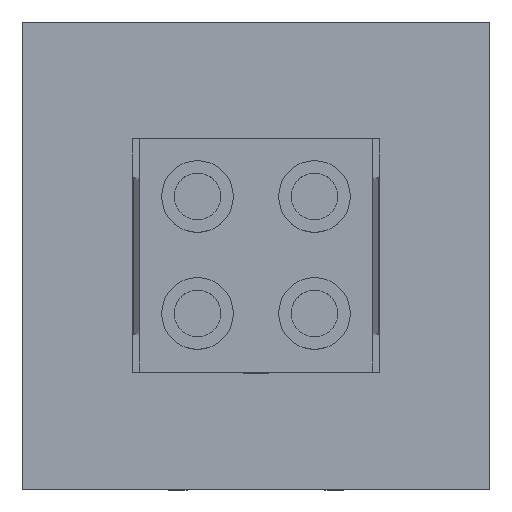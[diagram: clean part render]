
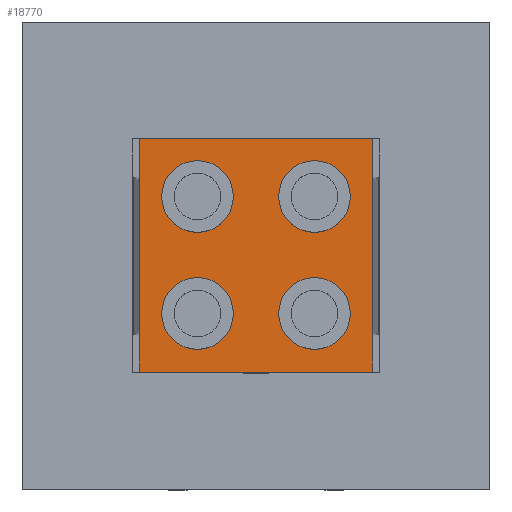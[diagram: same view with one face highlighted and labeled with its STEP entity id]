
A CAD part, top view. The second image highlights one B-rep face of the part: STEP entity #18770.
In plain terms, the highlighted planar face has unit normal (0, 0, 1).
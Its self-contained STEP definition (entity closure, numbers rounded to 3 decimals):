
#17228 = PLANE('',#17229);
#17229 = AXIS2_PLACEMENT_3D('',#17230,#17231,#17232);
#17230 = CARTESIAN_POINT('',(-8.,-8.,36.8));
#17231 = DIRECTION('',(0.,1.,0.));
#17232 = DIRECTION('',(0.,0.,1.));
#17918 = PLANE('',#17919);
#17919 = AXIS2_PLACEMENT_3D('',#17920,#17921,#17922);
#17920 = CARTESIAN_POINT('',(8.,-8.,36.8));
#17921 = DIRECTION('',(1.,0.,0.));
#17922 = DIRECTION('',(0.,0.,1.));
#18095 = PLANE('',#18096);
#18096 = AXIS2_PLACEMENT_3D('',#18097,#18098,#18099);
#18097 = CARTESIAN_POINT('',(-8.,8.,36.8));
#18098 = DIRECTION('',(0.,1.,0.));
#18099 = DIRECTION('',(0.,0.,1.));
#18325 = PLANE('',#18326);
#18326 = AXIS2_PLACEMENT_3D('',#18327,#18328,#18329);
#18327 = CARTESIAN_POINT('',(-8.,-8.,36.8));
#18328 = DIRECTION('',(1.,0.,0.));
#18329 = DIRECTION('',(0.,0.,1.));
#18467 = VERTEX_POINT('',#18468);
#18468 = CARTESIAN_POINT('',(-8.,-8.,38.4));
#18489 = EDGE_CURVE('',#18467,#18490,#18492,.T.);
#18490 = VERTEX_POINT('',#18491);
#18491 = CARTESIAN_POINT('',(8.,-8.,38.4));
#18492 = SURFACE_CURVE('',#18493,(#18497,#18504),.PCURVE_S1.);
#18493 = LINE('',#18494,#18495);
#18494 = CARTESIAN_POINT('',(-8.,-8.,38.4));
#18495 = VECTOR('',#18496,1.);
#18496 = DIRECTION('',(1.,0.,0.));
#18497 = PCURVE('',#17228,#18498);
#18498 = DEFINITIONAL_REPRESENTATION('',(#18499),#18503);
#18499 = LINE('',#18500,#18501);
#18500 = CARTESIAN_POINT('',(1.6,0.));
#18501 = VECTOR('',#18502,1.);
#18502 = DIRECTION('',(0.,1.));
#18503 = ( GEOMETRIC_REPRESENTATION_CONTEXT(2) 
PARAMETRIC_REPRESENTATION_CONTEXT() REPRESENTATION_CONTEXT('2D SPACE',''
  ) );
#18504 = PCURVE('',#18505,#18510);
#18505 = PLANE('',#18506);
#18506 = AXIS2_PLACEMENT_3D('',#18507,#18508,#18509);
#18507 = CARTESIAN_POINT('',(-8.,-8.,38.4));
#18508 = DIRECTION('',(0.,0.,1.));
#18509 = DIRECTION('',(1.,0.,0.));
#18510 = DEFINITIONAL_REPRESENTATION('',(#18511),#18515);
#18511 = LINE('',#18512,#18513);
#18512 = CARTESIAN_POINT('',(0.,0.));
#18513 = VECTOR('',#18514,1.);
#18514 = DIRECTION('',(1.,0.));
#18515 = ( GEOMETRIC_REPRESENTATION_CONTEXT(2) 
PARAMETRIC_REPRESENTATION_CONTEXT() REPRESENTATION_CONTEXT('2D SPACE',''
  ) );
#18617 = VERTEX_POINT('',#18618);
#18618 = CARTESIAN_POINT('',(8.,8.,38.4));
#18639 = EDGE_CURVE('',#18490,#18617,#18640,.T.);
#18640 = SURFACE_CURVE('',#18641,(#18645,#18652),.PCURVE_S1.);
#18641 = LINE('',#18642,#18643);
#18642 = CARTESIAN_POINT('',(8.,-8.,38.4));
#18643 = VECTOR('',#18644,1.);
#18644 = DIRECTION('',(0.,1.,0.));
#18645 = PCURVE('',#17918,#18646);
#18646 = DEFINITIONAL_REPRESENTATION('',(#18647),#18651);
#18647 = LINE('',#18648,#18649);
#18648 = CARTESIAN_POINT('',(1.6,0.));
#18649 = VECTOR('',#18650,1.);
#18650 = DIRECTION('',(0.,-1.));
#18651 = ( GEOMETRIC_REPRESENTATION_CONTEXT(2) 
PARAMETRIC_REPRESENTATION_CONTEXT() REPRESENTATION_CONTEXT('2D SPACE',''
  ) );
#18652 = PCURVE('',#18505,#18653);
#18653 = DEFINITIONAL_REPRESENTATION('',(#18654),#18658);
#18654 = LINE('',#18655,#18656);
#18655 = CARTESIAN_POINT('',(16.,0.));
#18656 = VECTOR('',#18657,1.);
#18657 = DIRECTION('',(0.,1.));
#18658 = ( GEOMETRIC_REPRESENTATION_CONTEXT(2) 
PARAMETRIC_REPRESENTATION_CONTEXT() REPRESENTATION_CONTEXT('2D SPACE',''
  ) );
#18671 = VERTEX_POINT('',#18672);
#18672 = CARTESIAN_POINT('',(-8.,8.,38.4));
#18693 = EDGE_CURVE('',#18671,#18617,#18694,.T.);
#18694 = SURFACE_CURVE('',#18695,(#18699,#18706),.PCURVE_S1.);
#18695 = LINE('',#18696,#18697);
#18696 = CARTESIAN_POINT('',(-8.,8.,38.4));
#18697 = VECTOR('',#18698,1.);
#18698 = DIRECTION('',(1.,0.,0.));
#18699 = PCURVE('',#18095,#18700);
#18700 = DEFINITIONAL_REPRESENTATION('',(#18701),#18705);
#18701 = LINE('',#18702,#18703);
#18702 = CARTESIAN_POINT('',(1.6,0.));
#18703 = VECTOR('',#18704,1.);
#18704 = DIRECTION('',(0.,1.));
#18705 = ( GEOMETRIC_REPRESENTATION_CONTEXT(2) 
PARAMETRIC_REPRESENTATION_CONTEXT() REPRESENTATION_CONTEXT('2D SPACE',''
  ) );
#18706 = PCURVE('',#18505,#18707);
#18707 = DEFINITIONAL_REPRESENTATION('',(#18708),#18712);
#18708 = LINE('',#18709,#18710);
#18709 = CARTESIAN_POINT('',(0.,16.));
#18710 = VECTOR('',#18711,1.);
#18711 = DIRECTION('',(1.,0.));
#18712 = ( GEOMETRIC_REPRESENTATION_CONTEXT(2) 
PARAMETRIC_REPRESENTATION_CONTEXT() REPRESENTATION_CONTEXT('2D SPACE',''
  ) );
#18750 = EDGE_CURVE('',#18467,#18671,#18751,.T.);
#18751 = SURFACE_CURVE('',#18752,(#18756,#18763),.PCURVE_S1.);
#18752 = LINE('',#18753,#18754);
#18753 = CARTESIAN_POINT('',(-8.,-8.,38.4));
#18754 = VECTOR('',#18755,1.);
#18755 = DIRECTION('',(0.,1.,0.));
#18756 = PCURVE('',#18325,#18757);
#18757 = DEFINITIONAL_REPRESENTATION('',(#18758),#18762);
#18758 = LINE('',#18759,#18760);
#18759 = CARTESIAN_POINT('',(1.6,0.));
#18760 = VECTOR('',#18761,1.);
#18761 = DIRECTION('',(0.,-1.));
#18762 = ( GEOMETRIC_REPRESENTATION_CONTEXT(2) 
PARAMETRIC_REPRESENTATION_CONTEXT() REPRESENTATION_CONTEXT('2D SPACE',''
  ) );
#18763 = PCURVE('',#18505,#18764);
#18764 = DEFINITIONAL_REPRESENTATION('',(#18765),#18769);
#18765 = LINE('',#18766,#18767);
#18766 = CARTESIAN_POINT('',(0.,0.));
#18767 = VECTOR('',#18768,1.);
#18768 = DIRECTION('',(0.,1.));
#18769 = ( GEOMETRIC_REPRESENTATION_CONTEXT(2) 
PARAMETRIC_REPRESENTATION_CONTEXT() REPRESENTATION_CONTEXT('2D SPACE',''
  ) );
#18770 = ADVANCED_FACE('',(#18771,#18777,#18808,#18839,#18870),#18505,
  .T.);
#18771 = FACE_BOUND('',#18772,.T.);
#18772 = EDGE_LOOP('',(#18773,#18774,#18775,#18776));
#18773 = ORIENTED_EDGE('',*,*,#18750,.F.);
#18774 = ORIENTED_EDGE('',*,*,#18489,.T.);
#18775 = ORIENTED_EDGE('',*,*,#18639,.T.);
#18776 = ORIENTED_EDGE('',*,*,#18693,.F.);
#18777 = FACE_BOUND('',#18778,.T.);
#18778 = EDGE_LOOP('',(#18779));
#18779 = ORIENTED_EDGE('',*,*,#18780,.F.);
#18780 = EDGE_CURVE('',#18781,#18781,#18783,.T.);
#18781 = VERTEX_POINT('',#18782);
#18782 = CARTESIAN_POINT('',(-1.55,-4.,38.4));
#18783 = SURFACE_CURVE('',#18784,(#18789,#18796),.PCURVE_S1.);
#18784 = CIRCLE('',#18785,2.45);
#18785 = AXIS2_PLACEMENT_3D('',#18786,#18787,#18788);
#18786 = CARTESIAN_POINT('',(-4.,-4.,38.4));
#18787 = DIRECTION('',(0.,0.,1.));
#18788 = DIRECTION('',(1.,0.,0.));
#18789 = PCURVE('',#18505,#18790);
#18790 = DEFINITIONAL_REPRESENTATION('',(#18791),#18795);
#18791 = CIRCLE('',#18792,2.45);
#18792 = AXIS2_PLACEMENT_2D('',#18793,#18794);
#18793 = CARTESIAN_POINT('',(4.,4.));
#18794 = DIRECTION('',(1.,0.));
#18795 = ( GEOMETRIC_REPRESENTATION_CONTEXT(2) 
PARAMETRIC_REPRESENTATION_CONTEXT() REPRESENTATION_CONTEXT('2D SPACE',''
  ) );
#18796 = PCURVE('',#18797,#18802);
#18797 = CYLINDRICAL_SURFACE('',#18798,2.45);
#18798 = AXIS2_PLACEMENT_3D('',#18799,#18800,#18801);
#18799 = CARTESIAN_POINT('',(-4.,-4.,38.4));
#18800 = DIRECTION('',(0.,0.,1.));
#18801 = DIRECTION('',(1.,0.,0.));
#18802 = DEFINITIONAL_REPRESENTATION('',(#18803),#18807);
#18803 = LINE('',#18804,#18805);
#18804 = CARTESIAN_POINT('',(0.,0.));
#18805 = VECTOR('',#18806,1.);
#18806 = DIRECTION('',(1.,0.));
#18807 = ( GEOMETRIC_REPRESENTATION_CONTEXT(2) 
PARAMETRIC_REPRESENTATION_CONTEXT() REPRESENTATION_CONTEXT('2D SPACE',''
  ) );
#18808 = FACE_BOUND('',#18809,.T.);
#18809 = EDGE_LOOP('',(#18810));
#18810 = ORIENTED_EDGE('',*,*,#18811,.F.);
#18811 = EDGE_CURVE('',#18812,#18812,#18814,.T.);
#18812 = VERTEX_POINT('',#18813);
#18813 = CARTESIAN_POINT('',(6.45,-4.,38.4));
#18814 = SURFACE_CURVE('',#18815,(#18820,#18827),.PCURVE_S1.);
#18815 = CIRCLE('',#18816,2.45);
#18816 = AXIS2_PLACEMENT_3D('',#18817,#18818,#18819);
#18817 = CARTESIAN_POINT('',(4.,-4.,38.4));
#18818 = DIRECTION('',(0.,0.,1.));
#18819 = DIRECTION('',(1.,0.,0.));
#18820 = PCURVE('',#18505,#18821);
#18821 = DEFINITIONAL_REPRESENTATION('',(#18822),#18826);
#18822 = CIRCLE('',#18823,2.45);
#18823 = AXIS2_PLACEMENT_2D('',#18824,#18825);
#18824 = CARTESIAN_POINT('',(12.,4.));
#18825 = DIRECTION('',(1.,0.));
#18826 = ( GEOMETRIC_REPRESENTATION_CONTEXT(2) 
PARAMETRIC_REPRESENTATION_CONTEXT() REPRESENTATION_CONTEXT('2D SPACE',''
  ) );
#18827 = PCURVE('',#18828,#18833);
#18828 = CYLINDRICAL_SURFACE('',#18829,2.45);
#18829 = AXIS2_PLACEMENT_3D('',#18830,#18831,#18832);
#18830 = CARTESIAN_POINT('',(4.,-4.,38.4));
#18831 = DIRECTION('',(0.,0.,1.));
#18832 = DIRECTION('',(1.,0.,0.));
#18833 = DEFINITIONAL_REPRESENTATION('',(#18834),#18838);
#18834 = LINE('',#18835,#18836);
#18835 = CARTESIAN_POINT('',(0.,0.));
#18836 = VECTOR('',#18837,1.);
#18837 = DIRECTION('',(1.,0.));
#18838 = ( GEOMETRIC_REPRESENTATION_CONTEXT(2) 
PARAMETRIC_REPRESENTATION_CONTEXT() REPRESENTATION_CONTEXT('2D SPACE',''
  ) );
#18839 = FACE_BOUND('',#18840,.T.);
#18840 = EDGE_LOOP('',(#18841));
#18841 = ORIENTED_EDGE('',*,*,#18842,.F.);
#18842 = EDGE_CURVE('',#18843,#18843,#18845,.T.);
#18843 = VERTEX_POINT('',#18844);
#18844 = CARTESIAN_POINT('',(-1.55,4.,38.4));
#18845 = SURFACE_CURVE('',#18846,(#18851,#18858),.PCURVE_S1.);
#18846 = CIRCLE('',#18847,2.45);
#18847 = AXIS2_PLACEMENT_3D('',#18848,#18849,#18850);
#18848 = CARTESIAN_POINT('',(-4.,4.,38.4));
#18849 = DIRECTION('',(0.,0.,1.));
#18850 = DIRECTION('',(1.,0.,0.));
#18851 = PCURVE('',#18505,#18852);
#18852 = DEFINITIONAL_REPRESENTATION('',(#18853),#18857);
#18853 = CIRCLE('',#18854,2.45);
#18854 = AXIS2_PLACEMENT_2D('',#18855,#18856);
#18855 = CARTESIAN_POINT('',(4.,12.));
#18856 = DIRECTION('',(1.,0.));
#18857 = ( GEOMETRIC_REPRESENTATION_CONTEXT(2) 
PARAMETRIC_REPRESENTATION_CONTEXT() REPRESENTATION_CONTEXT('2D SPACE',''
  ) );
#18858 = PCURVE('',#18859,#18864);
#18859 = CYLINDRICAL_SURFACE('',#18860,2.45);
#18860 = AXIS2_PLACEMENT_3D('',#18861,#18862,#18863);
#18861 = CARTESIAN_POINT('',(-4.,4.,38.4));
#18862 = DIRECTION('',(0.,0.,1.));
#18863 = DIRECTION('',(1.,0.,0.));
#18864 = DEFINITIONAL_REPRESENTATION('',(#18865),#18869);
#18865 = LINE('',#18866,#18867);
#18866 = CARTESIAN_POINT('',(0.,0.));
#18867 = VECTOR('',#18868,1.);
#18868 = DIRECTION('',(1.,0.));
#18869 = ( GEOMETRIC_REPRESENTATION_CONTEXT(2) 
PARAMETRIC_REPRESENTATION_CONTEXT() REPRESENTATION_CONTEXT('2D SPACE',''
  ) );
#18870 = FACE_BOUND('',#18871,.T.);
#18871 = EDGE_LOOP('',(#18872));
#18872 = ORIENTED_EDGE('',*,*,#18873,.F.);
#18873 = EDGE_CURVE('',#18874,#18874,#18876,.T.);
#18874 = VERTEX_POINT('',#18875);
#18875 = CARTESIAN_POINT('',(6.45,4.,38.4));
#18876 = SURFACE_CURVE('',#18877,(#18882,#18889),.PCURVE_S1.);
#18877 = CIRCLE('',#18878,2.45);
#18878 = AXIS2_PLACEMENT_3D('',#18879,#18880,#18881);
#18879 = CARTESIAN_POINT('',(4.,4.,38.4));
#18880 = DIRECTION('',(0.,0.,1.));
#18881 = DIRECTION('',(1.,0.,0.));
#18882 = PCURVE('',#18505,#18883);
#18883 = DEFINITIONAL_REPRESENTATION('',(#18884),#18888);
#18884 = CIRCLE('',#18885,2.45);
#18885 = AXIS2_PLACEMENT_2D('',#18886,#18887);
#18886 = CARTESIAN_POINT('',(12.,12.));
#18887 = DIRECTION('',(1.,0.));
#18888 = ( GEOMETRIC_REPRESENTATION_CONTEXT(2) 
PARAMETRIC_REPRESENTATION_CONTEXT() REPRESENTATION_CONTEXT('2D SPACE',''
  ) );
#18889 = PCURVE('',#18890,#18895);
#18890 = CYLINDRICAL_SURFACE('',#18891,2.45);
#18891 = AXIS2_PLACEMENT_3D('',#18892,#18893,#18894);
#18892 = CARTESIAN_POINT('',(4.,4.,38.4));
#18893 = DIRECTION('',(0.,0.,1.));
#18894 = DIRECTION('',(1.,0.,0.));
#18895 = DEFINITIONAL_REPRESENTATION('',(#18896),#18900);
#18896 = LINE('',#18897,#18898);
#18897 = CARTESIAN_POINT('',(0.,0.));
#18898 = VECTOR('',#18899,1.);
#18899 = DIRECTION('',(1.,0.));
#18900 = ( GEOMETRIC_REPRESENTATION_CONTEXT(2) 
PARAMETRIC_REPRESENTATION_CONTEXT() REPRESENTATION_CONTEXT('2D SPACE',''
  ) );
